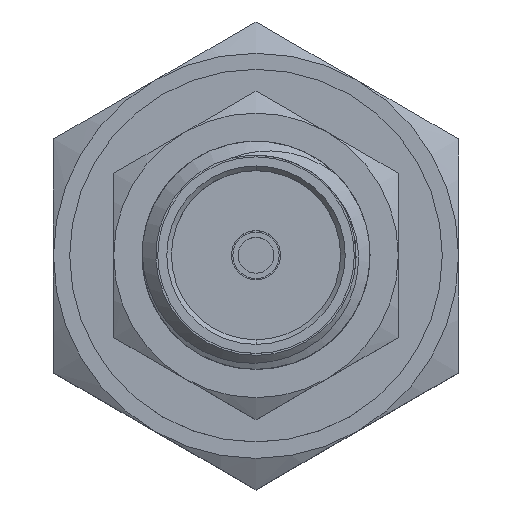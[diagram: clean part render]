
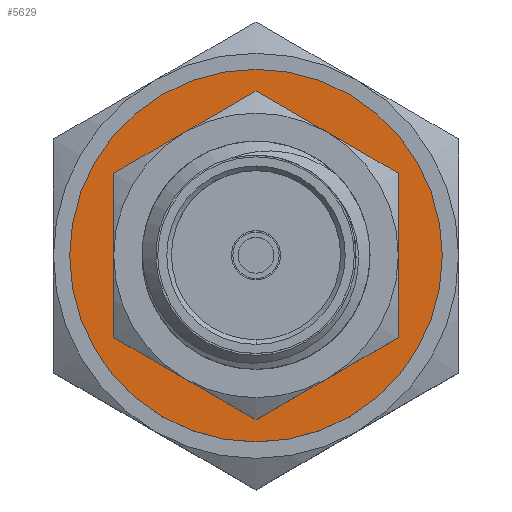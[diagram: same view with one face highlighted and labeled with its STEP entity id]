
A CAD part, top view. The second image highlights one B-rep face of the part: STEP entity #5629.
In plain terms, the highlighted planar face has unit normal (0, 0, 1).
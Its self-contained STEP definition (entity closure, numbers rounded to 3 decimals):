
#464=CARTESIAN_POINT('',(0.,0.,-7.62));
#465=DIRECTION('',(0.,0.,-1.));
#466=DIRECTION('',(0.977,0.214,0.));
#467=AXIS2_PLACEMENT_3D('',#464,#465,#466);
#1344=CARTESIAN_POINT('',(-1.398,-2.794,-7.62));
#1345=CARTESIAN_POINT('',(-1.482,-2.742,-7.62));
#1346=CARTESIAN_POINT('',(-1.646,-2.631,-7.62));
#1347=CARTESIAN_POINT('',(-1.873,-2.442,-7.62));
#1348=CARTESIAN_POINT('',(-2.08,-2.235,-7.62));
#1349=CARTESIAN_POINT('',(-2.265,-2.009,-7.62));
#1350=CARTESIAN_POINT('',(-2.426,-1.768,-7.62));
#1351=CARTESIAN_POINT('',(-2.562,-1.515,-7.62));
#1352=CARTESIAN_POINT('',(-2.673,-1.25,-7.62));
#1353=CARTESIAN_POINT('',(-2.756,-0.979,-7.62));
#1354=CARTESIAN_POINT('',(-2.813,-0.702,-7.62));
#1355=CARTESIAN_POINT('',(-2.842,-0.423,-7.62));
#1356=CARTESIAN_POINT('',(-2.844,-0.145,-7.62));
#1357=CARTESIAN_POINT('',(-2.819,0.131,-7.62));
#1358=CARTESIAN_POINT('',(-2.767,0.401,-7.62));
#1359=CARTESIAN_POINT('',(-2.689,0.662,-7.62));
#1360=CARTESIAN_POINT('',(-2.622,0.829,-7.62));
#1361=CARTESIAN_POINT('',(-2.584,0.911,-7.62));
#1483=CARTESIAN_POINT('',(0.,0.,-7.62));
#1484=DIRECTION('',(0.,0.,-1.));
#1485=DIRECTION('',(0.,1.,0.));
#1486=AXIS2_PLACEMENT_3D('',#1483,#1484,#1485);
#1488=CARTESIAN_POINT('',(0.,0.,-7.62));
#1489=DIRECTION('',(0.,0.,1.));
#1490=DIRECTION('',(0.,1.,0.));
#1491=AXIS2_PLACEMENT_3D('',#1488,#1489,#1490);
#1522=CARTESIAN_POINT('',(-0.249,2.728,-7.62));
#1523=CARTESIAN_POINT('',(-0.16,2.745,-7.62));
#1524=CARTESIAN_POINT('',(0.018,2.77,-7.62));
#1525=CARTESIAN_POINT('',(0.291,2.781,-7.62));
#1526=CARTESIAN_POINT('',(0.565,2.765,-7.62));
#1527=CARTESIAN_POINT('',(0.838,2.722,-7.62));
#1528=CARTESIAN_POINT('',(1.107,2.652,-7.62));
#1529=CARTESIAN_POINT('',(1.371,2.555,-7.62));
#1530=CARTESIAN_POINT('',(1.626,2.432,-7.62));
#1531=CARTESIAN_POINT('',(1.868,2.284,-7.62));
#1532=CARTESIAN_POINT('',(2.097,2.112,-7.62));
#1533=CARTESIAN_POINT('',(2.309,1.918,-7.62));
#1534=CARTESIAN_POINT('',(2.503,1.703,-7.62));
#1535=CARTESIAN_POINT('',(2.677,1.468,-7.62));
#1536=CARTESIAN_POINT('',(2.828,1.217,-7.62));
#1537=CARTESIAN_POINT('',(2.955,0.949,-7.62));
#1538=CARTESIAN_POINT('',(3.022,0.764,-7.62));
#1539=CARTESIAN_POINT('',(3.052,0.669,-7.62));
#1602=CARTESIAN_POINT('',(-2.584,0.911,-7.62));
#1603=CARTESIAN_POINT('',(-2.555,0.993,-7.62));
#1604=CARTESIAN_POINT('',(-2.489,1.154,-7.62));
#1605=CARTESIAN_POINT('',(-2.369,1.384,-7.62));
#1606=CARTESIAN_POINT('',(-2.227,1.603,-7.62));
#1607=CARTESIAN_POINT('',(-2.065,1.806,-7.62));
#1608=CARTESIAN_POINT('',(-1.884,1.994,-7.62));
#1609=CARTESIAN_POINT('',(-1.686,2.164,-7.62));
#1610=CARTESIAN_POINT('',(-1.474,2.314,-7.62));
#1611=CARTESIAN_POINT('',(-1.247,2.444,-7.62));
#1612=CARTESIAN_POINT('',(-1.01,2.551,-7.62));
#1613=CARTESIAN_POINT('',(-0.764,2.635,-7.62));
#1614=CARTESIAN_POINT('',(-0.509,2.696,-7.62));
#1615=CARTESIAN_POINT('',(-0.336,2.72,-7.62));
#1616=CARTESIAN_POINT('',(-0.249,2.728,-7.62));
#3174=CARTESIAN_POINT('',(0.,5.105,-7.62));
#3176=VERTEX_POINT('',#3174);
#3178=CARTESIAN_POINT('',(0.,-5.105,-7.62));
#3180=VERTEX_POINT('',#3178);
#3183=VERTEX_POINT('',#1522);
#3184=VERTEX_POINT('',#1539);
#3186=VERTEX_POINT('',#1602);
#3188=VERTEX_POINT('',#1344);
#5612=CARTESIAN_POINT('',(0.,0.,-7.62));
#5613=DIRECTION('',(0.,0.,1.));
#5614=DIRECTION('',(0.,1.,0.));
#5615=AXIS2_PLACEMENT_3D('',#5612,#5613,#5614);
#5616=PLANE('',#5615);
#5617=ORIENTED_EDGE('',*,*,#5594,.T.);
#5618=ORIENTED_EDGE('',*,*,#5605,.F.);
#5619=EDGE_LOOP('',(#5617,#5618));
#5620=FACE_OUTER_BOUND('',#5619,.F.);
#5621=ORIENTED_EDGE('',*,*,#3590,.F.);
#5623=ORIENTED_EDGE('',*,*,#5622,.F.);
#5625=ORIENTED_EDGE('',*,*,#5624,.F.);
#5626=ORIENTED_EDGE('',*,*,#5553,.F.);
#5627=EDGE_LOOP('',(#5621,#5623,#5625,#5626));
#5628=FACE_BOUND('',#5627,.F.);
#468=CIRCLE('',#467,3.124);
#1362=B_SPLINE_CURVE_WITH_KNOTS('',3,(#1344,#1345,#1346,#1347,#1348,#1349,#1350,
#1351,#1352,#1353,#1354,#1355,#1356,#1357,#1358,#1359,#1360,#1361),
.UNSPECIFIED.,.F.,.F.,(4,1,1,1,1,1,1,1,1,1,1,1,1,1,1,4),(0.,0.067,
0.133,0.2,0.267,0.333,0.4,
0.467,0.533,0.6,0.667,0.733,
0.8,0.867,0.933,1.),.UNSPECIFIED.);
#1487=CIRCLE('',#1486,5.105);
#1492=CIRCLE('',#1491,5.105);
#1540=B_SPLINE_CURVE_WITH_KNOTS('',3,(#1522,#1523,#1524,#1525,#1526,#1527,#1528,
#1529,#1530,#1531,#1532,#1533,#1534,#1535,#1536,#1537,#1538,#1539),
.UNSPECIFIED.,.F.,.F.,(4,1,1,1,1,1,1,1,1,1,1,1,1,1,1,4),(0.,0.067,
0.133,0.2,0.267,0.333,0.4,
0.467,0.533,0.6,0.667,0.733,
0.8,0.867,0.933,1.),.UNSPECIFIED.);
#1617=B_SPLINE_CURVE_WITH_KNOTS('',3,(#1602,#1603,#1604,#1605,#1606,#1607,#1608,
#1609,#1610,#1611,#1612,#1613,#1614,#1615,#1616),.UNSPECIFIED.,.F.,.F.,(4,1,1,1,
1,1,1,1,1,1,1,1,4),(0.,0.083,0.167,0.25,
0.333,0.417,0.5,0.583,0.667,
0.75,0.833,0.917,1.),.UNSPECIFIED.);
#3590=EDGE_CURVE('',#3184,#3188,#468,.T.);
#5553=EDGE_CURVE('',#3188,#3186,#1362,.T.);
#5594=EDGE_CURVE('',#3176,#3180,#1487,.T.);
#5605=EDGE_CURVE('',#3176,#3180,#1492,.T.);
#5622=EDGE_CURVE('',#3183,#3184,#1540,.T.);
#5624=EDGE_CURVE('',#3186,#3183,#1617,.T.);
#5629=ADVANCED_FACE('',(#5620,#5628),#5616,.T.);
